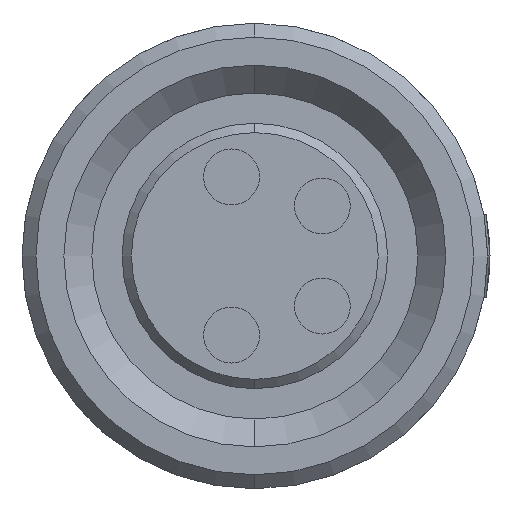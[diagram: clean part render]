
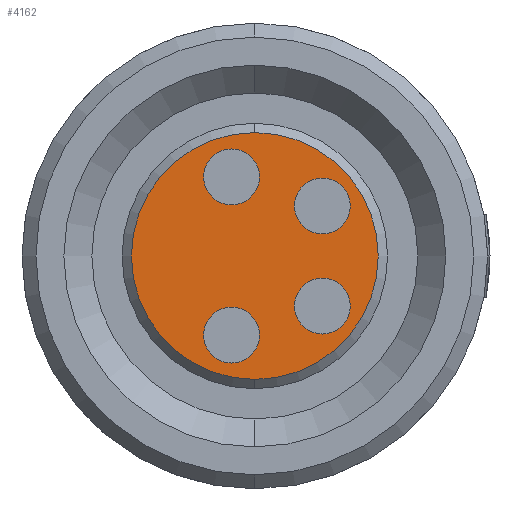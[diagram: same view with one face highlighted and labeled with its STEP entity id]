
A CAD part, left-side view. The second image highlights one B-rep face of the part: STEP entity #4162.
In plain terms, the highlighted planar face has unit normal (-1, 0, 0).
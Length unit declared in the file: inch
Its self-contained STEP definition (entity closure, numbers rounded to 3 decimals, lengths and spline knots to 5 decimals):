
#4 = FACE_BOUND ( 'NONE', #3240, .T. ) ;
#43 = DIRECTION ( 'NONE',  ( 0., 0., -1. ) ) ;
#78 = EDGE_CURVE ( 'NONE', #460, #3631, #119, .T. ) ;
#99 = DIRECTION ( 'NONE',  ( 0., 0., -1. ) ) ;
#119 = CIRCLE ( 'NONE', #2884, 0.02362 ) ;
#138 = AXIS2_PLACEMENT_3D ( 'NONE', #3916, #459, #2293 ) ;
#221 = DIRECTION ( 'NONE',  ( 1., 0., 0. ) ) ;
#241 = DIRECTION ( 'NONE',  ( -1., 0., 0. ) ) ;
#298 = EDGE_LOOP ( 'NONE', ( #1302, #3066 ) ) ;
#304 = EDGE_CURVE ( 'NONE', #2966, #932, #528, .T. ) ;
#358 = CARTESIAN_POINT ( 'NONE',  ( -0.77756, 0., -0.10433 ) ) ;
#371 = ORIENTED_EDGE ( 'NONE', *, *, #490, .T. ) ;
#459 = DIRECTION ( 'NONE',  ( 1., 0., 0. ) ) ;
#460 = VERTEX_POINT ( 'NONE', #3389 ) ;
#467 = DIRECTION ( 'NONE',  ( 0., 0., -1. ) ) ;
#483 = CARTESIAN_POINT ( 'NONE',  ( -0.77756, 0., 0.0561 ) ) ;
#486 = CARTESIAN_POINT ( 'NONE',  ( -0.77756, -0.05709, -0.06594 ) ) ;
#490 = EDGE_CURVE ( 'NONE', #3631, #460, #1280, .T. ) ;
#528 = CIRCLE ( 'NONE', #2491, 0.02362 ) ;
#542 = EDGE_CURVE ( 'NONE', #3142, #3803, #2752, .T. ) ;
#544 = CIRCLE ( 'NONE', #3993, 0.10433 ) ;
#622 = ORIENTED_EDGE ( 'NONE', *, *, #1764, .T. ) ;
#736 = CARTESIAN_POINT ( 'NONE',  ( -0.77756, 0.01969, 0.06693 ) ) ;
#754 = DIRECTION ( 'NONE',  ( 0., 0., -1. ) ) ;
#932 = VERTEX_POINT ( 'NONE', #2418 ) ;
#941 = CARTESIAN_POINT ( 'NONE',  ( -0.77756, 0.01969, 0.04331 ) ) ;
#980 = FACE_BOUND ( 'NONE', #3540, .T. ) ;
#1027 = VERTEX_POINT ( 'NONE', #358 ) ;
#1036 = DIRECTION ( 'NONE',  ( 1., 0., 0. ) ) ;
#1046 = DIRECTION ( 'NONE',  ( 0., 0., -1. ) ) ;
#1081 = CARTESIAN_POINT ( 'NONE',  ( -0.77756, 0.01969, -0.06693 ) ) ;
#1162 = CIRCLE ( 'NONE', #138, 0.02362 ) ;
#1203 = PLANE ( 'NONE',  #3107 ) ;
#1220 = CARTESIAN_POINT ( 'NONE',  ( -0.77756, 0., 0.10433 ) ) ;
#1226 = CIRCLE ( 'NONE', #2837, 0.02362 ) ;
#1280 = CIRCLE ( 'NONE', #2221, 0.02362 ) ;
#1302 = ORIENTED_EDGE ( 'NONE', *, *, #2510, .F. ) ;
#1345 = DIRECTION ( 'NONE',  ( 0., 0., -1. ) ) ;
#1444 = DIRECTION ( 'NONE',  ( 1., 0., 0. ) ) ;
#1547 = AXIS2_PLACEMENT_3D ( 'NONE', #2461, #1444, #467 ) ;
#1609 = DIRECTION ( 'NONE',  ( 1., 0., 0. ) ) ;
#1610 = AXIS2_PLACEMENT_3D ( 'NONE', #1768, #3424, #3449 ) ;
#1630 = AXIS2_PLACEMENT_3D ( 'NONE', #3259, #221, #1345 ) ;
#1679 = CARTESIAN_POINT ( 'NONE',  ( -0.77756, 0., 0. ) ) ;
#1725 = CARTESIAN_POINT ( 'NONE',  ( -0.77756, -0.05709, -0.0187 ) ) ;
#1764 = EDGE_CURVE ( 'NONE', #932, #2966, #2765, .T. ) ;
#1768 = CARTESIAN_POINT ( 'NONE',  ( -0.77756, 0.01969, -0.06693 ) ) ;
#1810 = DIRECTION ( 'NONE',  ( 0., 0., 1. ) ) ;
#1813 = CARTESIAN_POINT ( 'NONE',  ( -0.77756, 0.01969, -0.04331 ) ) ;
#1970 = EDGE_CURVE ( 'NONE', #3803, #3142, #1226, .T. ) ;
#2221 = AXIS2_PLACEMENT_3D ( 'NONE', #2387, #3667, #3705 ) ;
#2252 = CARTESIAN_POINT ( 'NONE',  ( -0.77756, -0.05709, 0.0187 ) ) ;
#2293 = DIRECTION ( 'NONE',  ( 0., 0., -1. ) ) ;
#2310 = AXIS2_PLACEMENT_3D ( 'NONE', #2604, #1609, #43 ) ;
#2387 = CARTESIAN_POINT ( 'NONE',  ( -0.77756, 0.01969, 0.06693 ) ) ;
#2418 = CARTESIAN_POINT ( 'NONE',  ( -0.77756, -0.05709, 0.06594 ) ) ;
#2427 = ORIENTED_EDGE ( 'NONE', *, *, #542, .T. ) ;
#2456 = VERTEX_POINT ( 'NONE', #1725 ) ;
#2460 = ORIENTED_EDGE ( 'NONE', *, *, #4133, .T. ) ;
#2461 = CARTESIAN_POINT ( 'NONE',  ( -0.77756, -0.05709, 0.04232 ) ) ;
#2491 = AXIS2_PLACEMENT_3D ( 'NONE', #2971, #1036, #3949 ) ;
#2510 = EDGE_CURVE ( 'NONE', #1027, #3583, #2640, .T. ) ;
#2536 = EDGE_LOOP ( 'NONE', ( #371, #2725 ) ) ;
#2604 = CARTESIAN_POINT ( 'NONE',  ( -0.77756, -0.05709, -0.04232 ) ) ;
#2640 = CIRCLE ( 'NONE', #1630, 0.10433 ) ;
#2725 = ORIENTED_EDGE ( 'NONE', *, *, #78, .T. ) ;
#2749 = ORIENTED_EDGE ( 'NONE', *, *, #304, .T. ) ;
#2752 = CIRCLE ( 'NONE', #1610, 0.02362 ) ;
#2765 = CIRCLE ( 'NONE', #1547, 0.02362 ) ;
#2837 = AXIS2_PLACEMENT_3D ( 'NONE', #1081, #3911, #1046 ) ;
#2884 = AXIS2_PLACEMENT_3D ( 'NONE', #736, #3972, #99 ) ;
#2896 = FACE_BOUND ( 'NONE', #3840, .T. ) ;
#2966 = VERTEX_POINT ( 'NONE', #2252 ) ;
#2971 = CARTESIAN_POINT ( 'NONE',  ( -0.77756, -0.05709, 0.04232 ) ) ;
#3066 = ORIENTED_EDGE ( 'NONE', *, *, #3743, .F. ) ;
#3075 = FACE_BOUND ( 'NONE', #2536, .T. ) ;
#3085 = VERTEX_POINT ( 'NONE', #486 ) ;
#3107 = AXIS2_PLACEMENT_3D ( 'NONE', #483, #241, #1810 ) ;
#3142 = VERTEX_POINT ( 'NONE', #1813 ) ;
#3240 = EDGE_LOOP ( 'NONE', ( #2460, #3938 ) ) ;
#3259 = CARTESIAN_POINT ( 'NONE',  ( -0.77756, 0., 0. ) ) ;
#3389 = CARTESIAN_POINT ( 'NONE',  ( -0.77756, 0.01969, 0.09055 ) ) ;
#3424 = DIRECTION ( 'NONE',  ( 1., 0., 0. ) ) ;
#3449 = DIRECTION ( 'NONE',  ( 0., 0., -1. ) ) ;
#3540 = EDGE_LOOP ( 'NONE', ( #3562, #2427 ) ) ;
#3562 = ORIENTED_EDGE ( 'NONE', *, *, #1970, .T. ) ;
#3583 = VERTEX_POINT ( 'NONE', #1220 ) ;
#3622 = CARTESIAN_POINT ( 'NONE',  ( -0.77756, 0.01969, -0.09055 ) ) ;
#3631 = VERTEX_POINT ( 'NONE', #941 ) ;
#3667 = DIRECTION ( 'NONE',  ( 1., 0., 0. ) ) ;
#3705 = DIRECTION ( 'NONE',  ( 0., 0., -1. ) ) ;
#3743 = EDGE_CURVE ( 'NONE', #3583, #1027, #544, .T. ) ;
#3803 = VERTEX_POINT ( 'NONE', #3622 ) ;
#3840 = EDGE_LOOP ( 'NONE', ( #2749, #622 ) ) ;
#3911 = DIRECTION ( 'NONE',  ( 1., 0., 0. ) ) ;
#3916 = CARTESIAN_POINT ( 'NONE',  ( -0.77756, -0.05709, -0.04232 ) ) ;
#3938 = ORIENTED_EDGE ( 'NONE', *, *, #4134, .T. ) ;
#3946 = DIRECTION ( 'NONE',  ( 1., 0., 0. ) ) ;
#3949 = DIRECTION ( 'NONE',  ( 0., 0., -1. ) ) ;
#3972 = DIRECTION ( 'NONE',  ( 1., 0., 0. ) ) ;
#3993 = AXIS2_PLACEMENT_3D ( 'NONE', #1679, #3946, #754 ) ;
#4038 = FACE_OUTER_BOUND ( 'NONE', #298, .T. ) ;
#4125 = CIRCLE ( 'NONE', #2310, 0.02362 ) ;
#4133 = EDGE_CURVE ( 'NONE', #3085, #2456, #1162, .T. ) ;
#4134 = EDGE_CURVE ( 'NONE', #2456, #3085, #4125, .T. ) ;
#4162 = ADVANCED_FACE ( 'NONE', ( #2896, #4, #980, #3075, #4038 ), #1203, .T. ) ;
